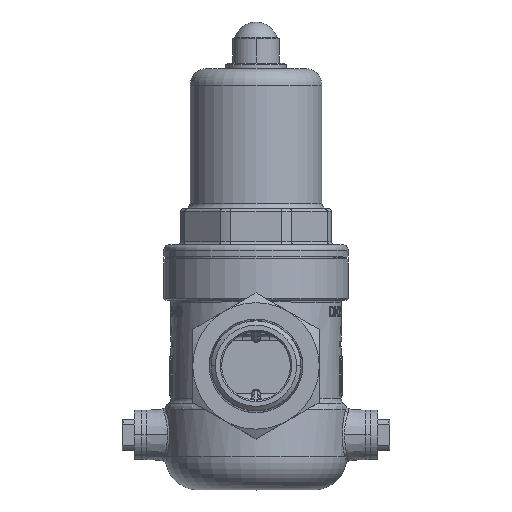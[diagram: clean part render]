
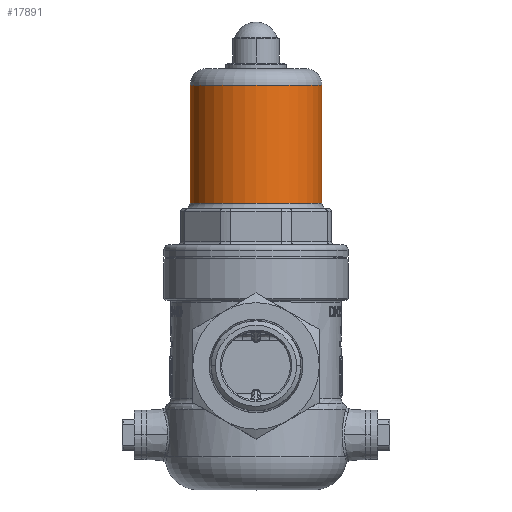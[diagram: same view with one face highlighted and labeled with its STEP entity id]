
A CAD part, top view. The second image highlights one B-rep face of the part: STEP entity #17891.
In plain terms, the highlighted cylindrical face has radius 24 mm (diameter 48 mm), a partial arc.
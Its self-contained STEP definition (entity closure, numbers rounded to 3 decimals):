
#1855 = EDGE_LOOP ( 'NONE', ( #1983, #54413, #1981, #1972 ) ) ;
#1972 = ORIENTED_EDGE ( 'NONE', *, *, #1986, .F. ) ;
#1981 = ORIENTED_EDGE ( 'NONE', *, *, #4444, .T. ) ;
#1983 = ORIENTED_EDGE ( 'NONE', *, *, #4443, .F. ) ;
#1986 = EDGE_CURVE ( 'NONE', #4450, #4448, #12818, .T. ) ;
#4174 = EDGE_CURVE ( 'NONE', #4215, #4216, #55188, .T. ) ;
#4215 = VERTEX_POINT ( 'NONE', #55421 ) ;
#4216 = VERTEX_POINT ( 'NONE', #55412 ) ;
#4443 = EDGE_CURVE ( 'NONE', #4215, #4450, #56289, .T. ) ;
#4444 = EDGE_CURVE ( 'NONE', #4216, #4448, #56282, .T. ) ;
#4448 = VERTEX_POINT ( 'NONE', #56286 ) ;
#4450 = VERTEX_POINT ( 'NONE', #56266 ) ;
#12795 = AXIS2_PLACEMENT_3D ( 'NONE', #12833, #12819, #12857 ) ;
#12818 = CIRCLE ( 'NONE', #12795, 24. ) ;
#12819 = DIRECTION ( 'NONE',  ( 0., 1., 0. ) ) ;
#12833 = CARTESIAN_POINT ( 'NONE',  ( 0., 102.2, 0. ) ) ;
#12857 = DIRECTION ( 'NONE',  ( 1., 0., 0. ) ) ;
#17891 = ADVANCED_FACE ( 'NONE', ( #33441 ), #33418, .T. ) ;
#33411 = AXIS2_PLACEMENT_3D ( 'NONE', #33412, #33447, #33422 ) ;
#33412 = CARTESIAN_POINT ( 'NONE',  ( 0., 143.157, 0. ) ) ;
#33418 = CYLINDRICAL_SURFACE ( 'NONE', #33411, 24. ) ;
#33422 = DIRECTION ( 'NONE',  ( 1., 0., 0. ) ) ;
#33441 = FACE_OUTER_BOUND ( 'NONE', #1855, .T. ) ;
#33447 = DIRECTION ( 'NONE',  ( 0., 1., 0. ) ) ;
#54413 = ORIENTED_EDGE ( 'NONE', *, *, #4174, .T. ) ;
#55188 = CIRCLE ( 'NONE', #55269, 24. ) ;
#55264 = DIRECTION ( 'NONE',  ( 0., 1., 0. ) ) ;
#55267 = DIRECTION ( 'NONE',  ( 1., 0., 0. ) ) ;
#55269 = AXIS2_PLACEMENT_3D ( 'NONE', #55278, #55264, #55267 ) ;
#55278 = CARTESIAN_POINT ( 'NONE',  ( 0., 59.2, 0. ) ) ;
#55412 = CARTESIAN_POINT ( 'NONE',  ( 24., 59.2, 0. ) ) ;
#55421 = CARTESIAN_POINT ( 'NONE',  ( -24., 59.2, 0. ) ) ;
#56266 = CARTESIAN_POINT ( 'NONE',  ( -24., 102.2, 0. ) ) ;
#56279 = DIRECTION ( 'NONE',  ( 0., 1., 0. ) ) ;
#56280 = VECTOR ( 'NONE', #56279, 1000. ) ;
#56281 = CARTESIAN_POINT ( 'NONE',  ( 24., 143.157, 0. ) ) ;
#56282 = LINE ( 'NONE', #56281, #56280 ) ;
#56283 = DIRECTION ( 'NONE',  ( 0., 1., 0. ) ) ;
#56284 = VECTOR ( 'NONE', #56283, 1000. ) ;
#56285 = CARTESIAN_POINT ( 'NONE',  ( -24., 143.157, 0. ) ) ;
#56286 = CARTESIAN_POINT ( 'NONE',  ( 24., 102.2, 0. ) ) ;
#56289 = LINE ( 'NONE', #56285, #56284 ) ;
